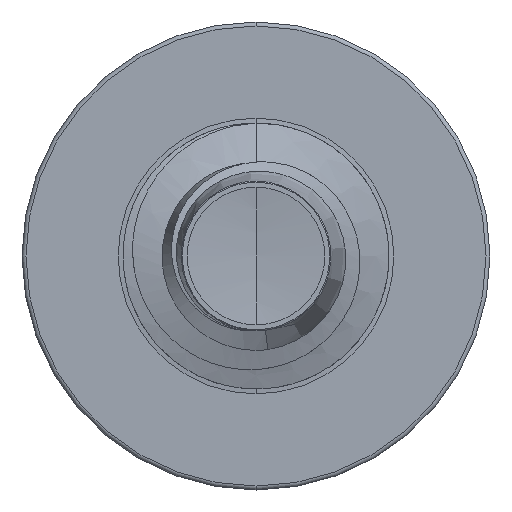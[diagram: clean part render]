
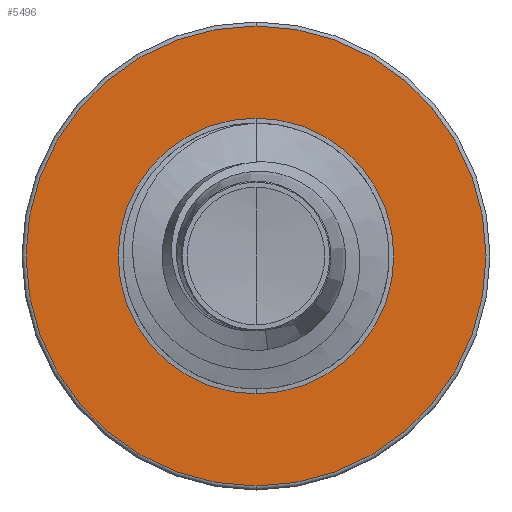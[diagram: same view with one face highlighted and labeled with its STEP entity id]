
A CAD part, front view. The second image highlights one B-rep face of the part: STEP entity #5496.
In plain terms, the highlighted planar face has unit normal (0, -1, 0).
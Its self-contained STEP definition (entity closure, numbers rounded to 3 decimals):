
#1162 = EDGE_CURVE ( 'NONE', #1508, #8868, #8029, .T. ) ;
#1508 = VERTEX_POINT ( 'NONE', #1533 ) ;
#1533 = CARTESIAN_POINT ( 'NONE',  ( 0., 3., -2.162 ) ) ;
#1900 = DIRECTION ( 'NONE',  ( 0., 0., 1. ) ) ;
#1936 = DIRECTION ( 'NONE',  ( 0., 1., 0. ) ) ;
#1940 = CARTESIAN_POINT ( 'NONE',  ( 0., 3., 0. ) ) ;
#2389 = FACE_OUTER_BOUND ( 'NONE', #10497, .T. ) ;
#3360 = AXIS2_PLACEMENT_3D ( 'NONE', #9861, #9663, #9859 ) ;
#3394 = CIRCLE ( 'NONE', #3360, 1.296 ) ;
#3818 = ORIENTED_EDGE ( 'NONE', *, *, #9089, .F. ) ;
#3877 = CARTESIAN_POINT ( 'NONE',  ( 0., 3., 1.296 ) ) ;
#3892 = ORIENTED_EDGE ( 'NONE', *, *, #1162, .F. ) ;
#4432 = AXIS2_PLACEMENT_3D ( 'NONE', #8093, #8091, #8081 ) ;
#4781 = AXIS2_PLACEMENT_3D ( 'NONE', #10669, #10664, #10663 ) ;
#5496 = ADVANCED_FACE ( 'NONE', ( #2389, #5504 ), #6638, .F. ) ;
#5504 = FACE_BOUND ( 'NONE', #6259, .T. ) ;
#5912 = CARTESIAN_POINT ( 'NONE',  ( 0., 3., -1.296 ) ) ;
#6259 = EDGE_LOOP ( 'NONE', ( #9467, #9959 ) ) ;
#6504 = CIRCLE ( 'NONE', #4432, 2.163 ) ;
#6566 = VERTEX_POINT ( 'NONE', #3877 ) ;
#6614 = DIRECTION ( 'NONE',  ( 0., 0., 1. ) ) ;
#6629 = DIRECTION ( 'NONE',  ( 0., 1., 0. ) ) ;
#6638 = PLANE ( 'NONE',  #8257 ) ;
#6888 = CARTESIAN_POINT ( 'NONE',  ( 0., 3., -1.296 ) ) ;
#7714 = CIRCLE ( 'NONE', #4781, 1.296 ) ;
#8029 = CIRCLE ( 'NONE', #8653, 2.163 ) ;
#8081 = DIRECTION ( 'NONE',  ( 0., 0., 1. ) ) ;
#8091 = DIRECTION ( 'NONE',  ( 0., 1., 0. ) ) ;
#8093 = CARTESIAN_POINT ( 'NONE',  ( 0., 3., 0. ) ) ;
#8257 = AXIS2_PLACEMENT_3D ( 'NONE', #6888, #6629, #6614 ) ;
#8653 = AXIS2_PLACEMENT_3D ( 'NONE', #1940, #1936, #1900 ) ;
#8864 = EDGE_CURVE ( 'NONE', #6566, #9651, #7714, .T. ) ;
#8868 = VERTEX_POINT ( 'NONE', #10655 ) ;
#9089 = EDGE_CURVE ( 'NONE', #8868, #1508, #6504, .T. ) ;
#9467 = ORIENTED_EDGE ( 'NONE', *, *, #8864, .T. ) ;
#9572 = EDGE_CURVE ( 'NONE', #9651, #6566, #3394, .T. ) ;
#9651 = VERTEX_POINT ( 'NONE', #5912 ) ;
#9663 = DIRECTION ( 'NONE',  ( 0., 1., 0. ) ) ;
#9859 = DIRECTION ( 'NONE',  ( 0., 0., 1. ) ) ;
#9861 = CARTESIAN_POINT ( 'NONE',  ( 0., 3., 0. ) ) ;
#9959 = ORIENTED_EDGE ( 'NONE', *, *, #9572, .T. ) ;
#10497 = EDGE_LOOP ( 'NONE', ( #3818, #3892 ) ) ;
#10655 = CARTESIAN_POINT ( 'NONE',  ( 0., 3., 2.163 ) ) ;
#10663 = DIRECTION ( 'NONE',  ( 0., 0., 1. ) ) ;
#10664 = DIRECTION ( 'NONE',  ( 0., 1., 0. ) ) ;
#10669 = CARTESIAN_POINT ( 'NONE',  ( 0., 3., 0. ) ) ;
